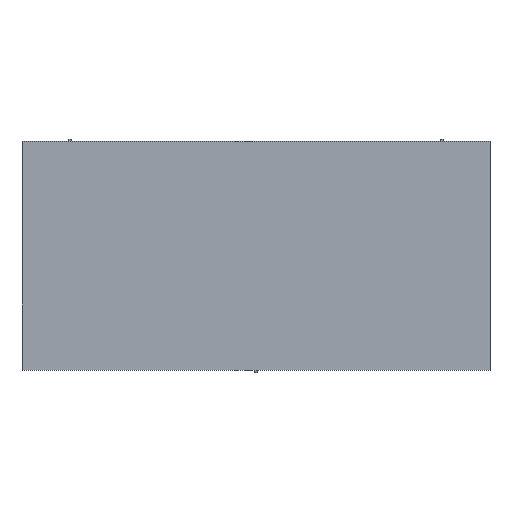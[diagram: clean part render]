
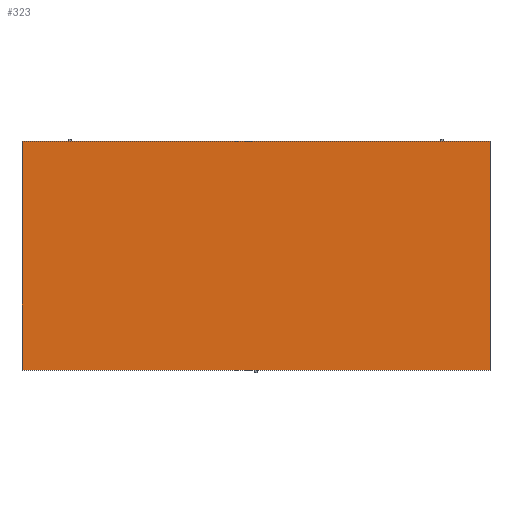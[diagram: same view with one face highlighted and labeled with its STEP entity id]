
A CAD part, top view. The second image highlights one B-rep face of the part: STEP entity #323.
In plain terms, the highlighted planar face has unit normal (0, 0, 1).
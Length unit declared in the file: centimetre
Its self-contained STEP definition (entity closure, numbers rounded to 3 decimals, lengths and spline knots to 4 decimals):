
#323=ADVANCED_FACE('',(#405),#2089,.T.);
#405=FACE_OUTER_BOUND('',#487,.T.);
#487=EDGE_LOOP('',(#800,#801,#802,#803));
#800=ORIENTED_EDGE('',*,*,#1180,.T.);
#801=ORIENTED_EDGE('',*,*,#1181,.T.);
#802=ORIENTED_EDGE('',*,*,#1182,.T.);
#803=ORIENTED_EDGE('',*,*,#1183,.T.);
#1180=EDGE_CURVE('',#1940,#1941,#1560,.T.);
#1181=EDGE_CURVE('',#1941,#1942,#1561,.T.);
#1182=EDGE_CURVE('',#1942,#1943,#1562,.T.);
#1183=EDGE_CURVE('',#1943,#1940,#1563,.T.);
#1560=B_SPLINE_CURVE_WITH_KNOTS('',1,(#3283,#3284),.UNSPECIFIED.,.F.,.F.,
(2,2),(0.,88.),.UNSPECIFIED.);
#1561=B_SPLINE_CURVE_WITH_KNOTS('',1,(#3285,#3286),.UNSPECIFIED.,.F.,.F.,
(2,2),(0.,180.),.UNSPECIFIED.);
#1562=B_SPLINE_CURVE_WITH_KNOTS('',1,(#3287,#3288),.UNSPECIFIED.,.F.,.F.,
(2,2),(0.,88.),.UNSPECIFIED.);
#1563=B_SPLINE_CURVE_WITH_KNOTS('',1,(#3289,#3290),.UNSPECIFIED.,.F.,.F.,
(2,2),(0.,180.),.UNSPECIFIED.);
#1940=VERTEX_POINT('',#3279);
#1941=VERTEX_POINT('',#3280);
#1942=VERTEX_POINT('',#3281);
#1943=VERTEX_POINT('',#3282);
#2089=PLANE('',#2212);
#2212=AXIS2_PLACEMENT_3D('',#3278,#2300,$);
#2300=DIRECTION('',(0.,0.,1.));
#3278=CARTESIAN_POINT('',(-108.012,-8.012,72.));
#3279=CARTESIAN_POINT('',(90.,0.8,72.));
#3280=CARTESIAN_POINT('',(90.,88.8,72.));
#3281=CARTESIAN_POINT('',(-90.,88.8,72.));
#3282=CARTESIAN_POINT('',(-90.,0.8,72.));
#3283=CARTESIAN_POINT('',(90.,0.8,72.));
#3284=CARTESIAN_POINT('',(90.,88.8,72.));
#3285=CARTESIAN_POINT('',(90.,88.8,72.));
#3286=CARTESIAN_POINT('',(-90.,88.8,72.));
#3287=CARTESIAN_POINT('',(-90.,88.8,72.));
#3288=CARTESIAN_POINT('',(-90.,0.8,72.));
#3289=CARTESIAN_POINT('',(-90.,0.8,72.));
#3290=CARTESIAN_POINT('',(90.,0.8,72.));
